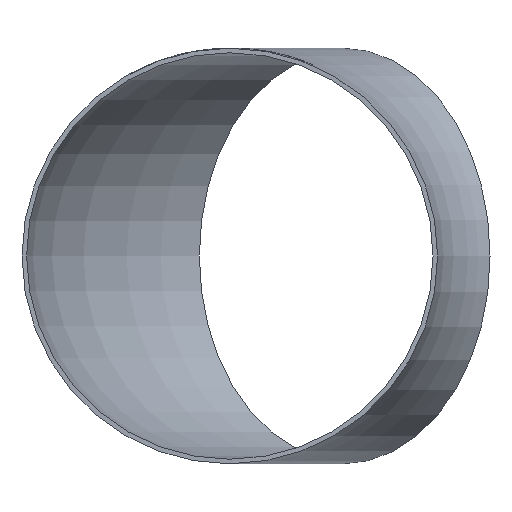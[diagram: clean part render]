
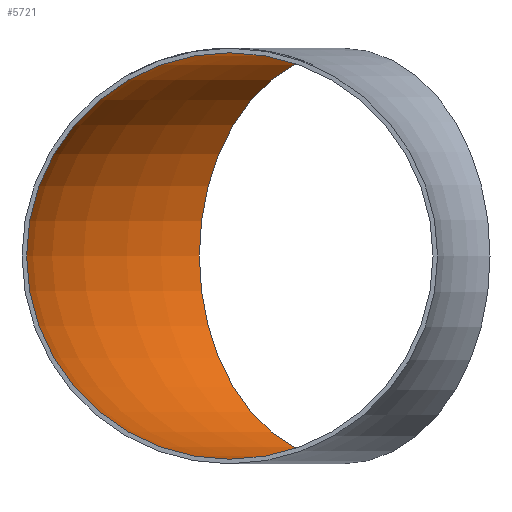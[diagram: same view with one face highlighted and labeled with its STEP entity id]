
A CAD part, front view. The second image highlights one B-rep face of the part: STEP entity #5721.
In plain terms, the highlighted toroidal (fillet/blend) face has major radius 254 mm and minor radius 133.5 mm.
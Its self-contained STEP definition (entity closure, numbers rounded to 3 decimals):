
#1664 = DIRECTION ( 'NONE',  ( 0.707, 0.707, 0. ) ) ;
#2403 = DIRECTION ( 'NONE',  ( -1., 0., 0. ) ) ;
#3035 = FACE_OUTER_BOUND ( 'NONE', #23860, .T. ) ;
#3205 = DIRECTION ( 'NONE',  ( 0., 1., 0. ) ) ;
#4270 = VERTEX_POINT ( 'NONE', #18940 ) ;
#4400 = AXIS2_PLACEMENT_3D ( 'NONE', #23772, #1664, #10000 ) ;
#4955 = CARTESIAN_POINT ( 'NONE',  ( 0., 0., 0. ) ) ;
#5721 = ADVANCED_FACE ( 'NONE', ( #3035, #17532 ), #13218, .F. ) ;
#7147 = ORIENTED_EDGE ( 'NONE', *, *, #20362, .T. ) ;
#8753 = EDGE_LOOP ( 'NONE', ( #12936 ) ) ;
#9573 = CIRCLE ( 'NONE', #4400, 133.5 ) ;
#10000 = DIRECTION ( 'NONE',  ( -0.707, 0.707, 0. ) ) ;
#12388 = DIRECTION ( 'NONE',  ( 0., 0., -1. ) ) ;
#12936 = ORIENTED_EDGE ( 'NONE', *, *, #16618, .F. ) ;
#13042 = DIRECTION ( 'NONE',  ( 0., 0., 1. ) ) ;
#13218 = TOROIDAL_SURFACE ( 'NONE', #16803, 254., 133.5 ) ;
#15617 = CARTESIAN_POINT ( 'NONE',  ( -254., 0., 0. ) ) ;
#16618 = EDGE_CURVE ( 'NONE', #23644, #23644, #23699, .T. ) ;
#16803 = AXIS2_PLACEMENT_3D ( 'NONE', #4955, #12388, #2403 ) ;
#17532 = FACE_OUTER_BOUND ( 'NONE', #8753, .T. ) ;
#18940 = CARTESIAN_POINT ( 'NONE',  ( -274.004, 274.004, 0. ) ) ;
#20362 = EDGE_CURVE ( 'NONE', #4270, #4270, #9573, .T. ) ;
#23644 = VERTEX_POINT ( 'NONE', #30927 ) ;
#23699 = CIRCLE ( 'NONE', #31968, 133.5 ) ;
#23772 = CARTESIAN_POINT ( 'NONE',  ( -179.605, 179.605, 0. ) ) ;
#23860 = EDGE_LOOP ( 'NONE', ( #7147 ) ) ;
#30927 = CARTESIAN_POINT ( 'NONE',  ( -254., 0., 133.5 ) ) ;
#31968 = AXIS2_PLACEMENT_3D ( 'NONE', #15617, #3205, #13042 ) ;
